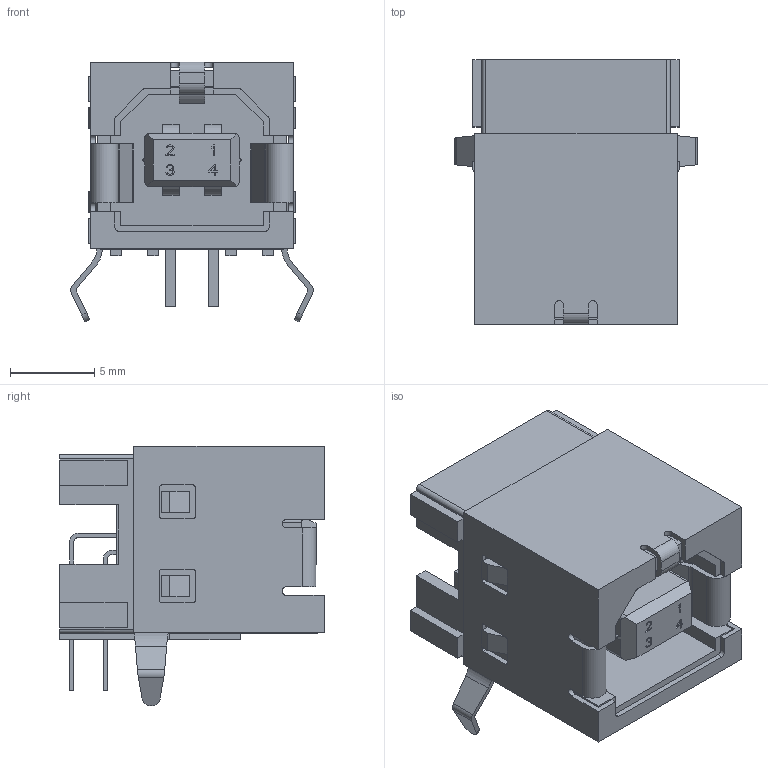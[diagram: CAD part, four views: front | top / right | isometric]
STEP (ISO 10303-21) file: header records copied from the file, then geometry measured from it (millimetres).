
FILE_DESCRIPTION((''),'2;1');
FILE_NAME('C-0292304-01-B-3D','2010-09-28T',('Wiebke'),(''),'PRO/ENGINEER BY PARAMETRIC TECHNOLOGY CORPORATION, 2008400','PRO/ENGINEER BY PARAMETRIC TECHNOLOGY CORPORATION, 2008400','');
FILE_SCHEMA(('AUTOMOTIVE_DESIGN_CC2 { 1 2 10303 214 -1 1 5 2 }'));
Length unit declared in the file: millimetre
Products named in the file (1): C-0292304-01-B-3D
Bounding box: 14.39 x 15.7 x 15.43 mm (x, y, z)
Volume: 1133.5 mm3; surface area: 2547.6 mm2
Topology: 1 solids, 1 shells, 500 faces, 1465 edges, 986 vertices
Faces by surface type: plane 408, cylinder 90, extrusion 2
Entity records: 21179 total; most frequent: CARTESIAN_POINT 3133, ORIENTED_EDGE 2930, DIRECTION 2605, PRESENTATION_STYLE_ASSIGNMENT 1468, STYLED_ITEM 1468, CURVE_STYLE 1467, EDGE_CURVE 1465, VECTOR 1241
